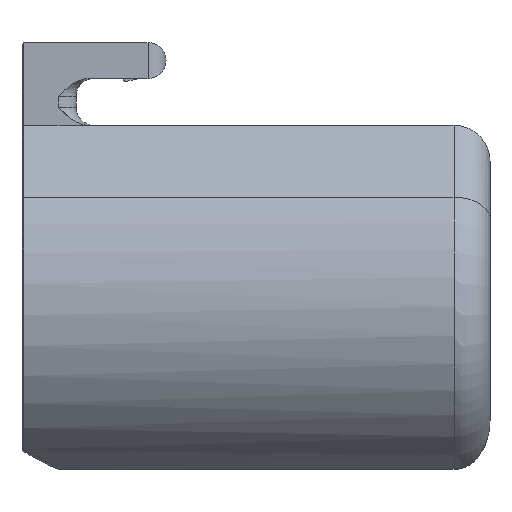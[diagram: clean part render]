
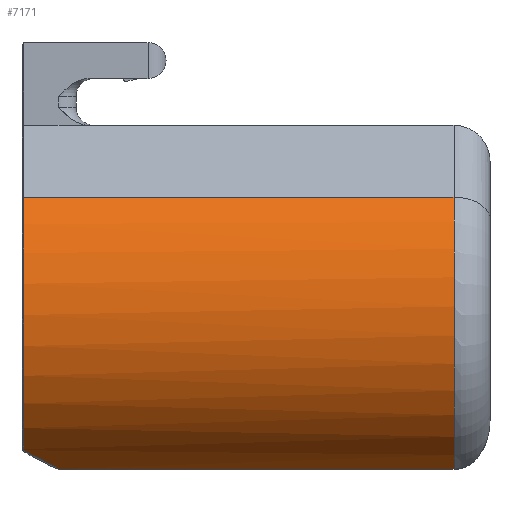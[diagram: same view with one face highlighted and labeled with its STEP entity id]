
A CAD part, left-side view. The second image highlights one B-rep face of the part: STEP entity #7171.
In plain terms, the highlighted cylindrical face has radius 50 mm (diameter 100 mm), a partial arc.
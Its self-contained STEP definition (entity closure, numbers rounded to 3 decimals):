
#73=B_SPLINE_CURVE_WITH_KNOTS('',3,(#9106,#9107,#9108,#9109),
 .UNSPECIFIED.,.F.,.F.,(4,4),(-0.053,0.),.UNSPECIFIED.);
#139=B_SPLINE_CURVE_WITH_KNOTS('',3,(#10708,#10709,#10710,#10711),
 .UNSPECIFIED.,.F.,.F.,(4,4),(-1.639,-0.217),
 .UNSPECIFIED.);
#1036=FACE_OUTER_BOUND('',#1466,.T.);
#1466=EDGE_LOOP('',(#5077,#5078,#5079,#5080,#5081,#5082));
#1907=LINE('',#10541,#2372);
#1908=LINE('',#10715,#2373);
#2372=VECTOR('',#8089,10.);
#2373=VECTOR('',#8094,10.);
#2776=CIRCLE('',#7567,50.);
#2810=CIRCLE('',#7644,50.);
#2883=VERTEX_POINT('',#8979);
#2885=VERTEX_POINT('',#8985);
#2894=VERTEX_POINT('',#9060);
#2985=VERTEX_POINT('',#10538);
#2986=VERTEX_POINT('',#10540);
#2987=VERTEX_POINT('',#10713);
#3622=EDGE_CURVE('',#2885,#2883,#2776,.T.);
#3639=EDGE_CURVE('',#2894,#2885,#73,.T.);
#3780=EDGE_CURVE('',#2985,#2986,#1907,.T.);
#3783=EDGE_CURVE('',#2986,#2894,#139,.T.);
#3784=EDGE_CURVE('',#2987,#2985,#2810,.T.);
#3785=EDGE_CURVE('',#2987,#2883,#1908,.T.);
#5077=ORIENTED_EDGE('',*,*,#3639,.F.);
#5078=ORIENTED_EDGE('',*,*,#3783,.F.);
#5079=ORIENTED_EDGE('',*,*,#3780,.F.);
#5080=ORIENTED_EDGE('',*,*,#3784,.F.);
#5081=ORIENTED_EDGE('',*,*,#3785,.T.);
#5082=ORIENTED_EDGE('',*,*,#3622,.F.);
#7049=CYLINDRICAL_SURFACE('',#7643,50.);
#7171=ADVANCED_FACE('',(#1036),#7049,.T.);
#7567=AXIS2_PLACEMENT_3D('',#8987,#7883,#7884);
#7643=AXIS2_PLACEMENT_3D('',#10712,#8090,#8091);
#7644=AXIS2_PLACEMENT_3D('',#10714,#8092,#8093);
#7883=DIRECTION('center_axis',(0.,1.,0.));
#7884=DIRECTION('ref_axis',(0.,0.,-1.));
#8089=DIRECTION('',(0.,1.,0.));
#8090=DIRECTION('center_axis',(0.,1.,0.));
#8091=DIRECTION('ref_axis',(0.,0.,1.));
#8092=DIRECTION('center_axis',(0.,-1.,0.));
#8093=DIRECTION('ref_axis',(-0.966,0.,-0.259));
#8094=DIRECTION('',(0.,1.,0.));
#8979=CARTESIAN_POINT('',(-40.,149.5,30.));
#8985=CARTESIAN_POINT('',(-30.079,149.5,-39.94));
#8987=CARTESIAN_POINT('Origin',(0.,149.5,0.));
#9060=CARTESIAN_POINT('',(-29.656,149.504,-40.256));
#9106=CARTESIAN_POINT('Ctrl Pts',(-29.656,149.504,-40.256));
#9107=CARTESIAN_POINT('Ctrl Pts',(-29.801,149.498,-40.149));
#9108=CARTESIAN_POINT('Ctrl Pts',(-29.939,149.5,-40.046));
#9109=CARTESIAN_POINT('Ctrl Pts',(-30.079,149.5,-39.94));
#10538=CARTESIAN_POINT('',(-20.708,30.,-45.51));
#10540=CARTESIAN_POINT('',(-20.708,139.586,-45.51));
#10541=CARTESIAN_POINT('',(-20.708,0.,-45.51));
#10708=CARTESIAN_POINT('Ctrl Pts',(-20.708,139.586,-45.51));
#10709=CARTESIAN_POINT('Ctrl Pts',(-23.842,142.914,-44.084));
#10710=CARTESIAN_POINT('Ctrl Pts',(-26.846,146.223,-42.326));
#10711=CARTESIAN_POINT('Ctrl Pts',(-29.656,149.504,-40.256));
#10712=CARTESIAN_POINT('Origin',(0.,0.,0.));
#10713=CARTESIAN_POINT('',(-40.,30.,30.));
#10714=CARTESIAN_POINT('Origin',(0.,30.,0.));
#10715=CARTESIAN_POINT('',(-40.,0.,30.));
